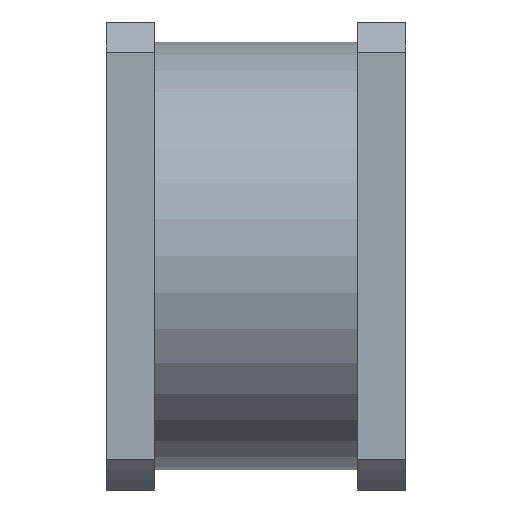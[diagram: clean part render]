
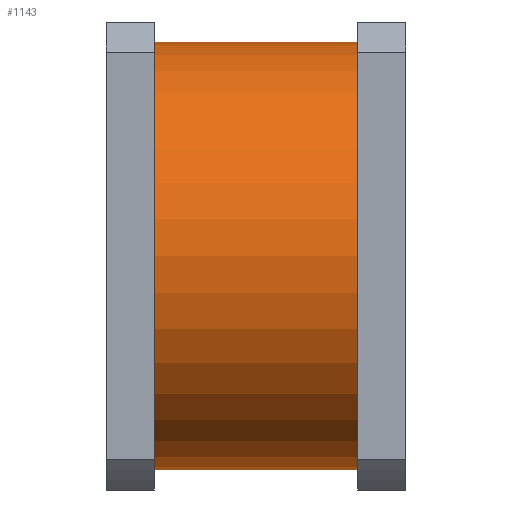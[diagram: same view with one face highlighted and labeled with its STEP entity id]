
A CAD part, left-side view. The second image highlights one B-rep face of the part: STEP entity #1143.
In plain terms, the highlighted cylindrical face has radius 80 mm (diameter 160 mm), a partial arc.
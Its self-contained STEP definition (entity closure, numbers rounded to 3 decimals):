
#7 = EDGE_LOOP ( 'NONE', ( #633, #659, #73, #104 ) ) ;
#55 = DIRECTION ( 'NONE',  ( 0., -1., 0. ) ) ;
#73 = ORIENTED_EDGE ( 'NONE', *, *, #1165, .F. ) ;
#104 = ORIENTED_EDGE ( 'NONE', *, *, #1308, .F. ) ;
#120 = VERTEX_POINT ( 'NONE', #242 ) ;
#157 = CARTESIAN_POINT ( 'NONE',  ( 0., -37.8, 0. ) ) ;
#161 = DIRECTION ( 'NONE',  ( 0., 0., -1. ) ) ;
#169 = CARTESIAN_POINT ( 'NONE',  ( 0., 37.8, 0. ) ) ;
#181 = CYLINDRICAL_SURFACE ( 'NONE', #1338, 80. ) ;
#183 = CARTESIAN_POINT ( 'NONE',  ( 0., -37.8, -80. ) ) ;
#242 = CARTESIAN_POINT ( 'NONE',  ( 0., 37.8, -80. ) ) ;
#259 = CARTESIAN_POINT ( 'NONE',  ( 0., -37.8, 80. ) ) ;
#445 = FACE_OUTER_BOUND ( 'NONE', #7, .T. ) ;
#458 = CARTESIAN_POINT ( 'NONE',  ( 0., 0., 0. ) ) ;
#522 = VERTEX_POINT ( 'NONE', #607 ) ;
#535 = AXIS2_PLACEMENT_3D ( 'NONE', #169, #1006, #161 ) ;
#549 = AXIS2_PLACEMENT_3D ( 'NONE', #157, #55, #1003 ) ;
#607 = CARTESIAN_POINT ( 'NONE',  ( 0., 37.8, 80. ) ) ;
#633 = ORIENTED_EDGE ( 'NONE', *, *, #1515, .F. ) ;
#656 = EDGE_CURVE ( 'NONE', #120, #964, #784, .T. ) ;
#659 = ORIENTED_EDGE ( 'NONE', *, *, #656, .T. ) ;
#681 = VERTEX_POINT ( 'NONE', #259 ) ;
#730 = DIRECTION ( 'NONE',  ( 0., 0., 1. ) ) ;
#784 = LINE ( 'NONE', #1086, #1453 ) ;
#794 = DIRECTION ( 'NONE',  ( 0., -1., 0. ) ) ;
#841 = DIRECTION ( 'NONE',  ( 0., -1., 0. ) ) ;
#955 = DIRECTION ( 'NONE',  ( 0., -1., 0. ) ) ;
#964 = VERTEX_POINT ( 'NONE', #183 ) ;
#1003 = DIRECTION ( 'NONE',  ( 0., 0., -1. ) ) ;
#1006 = DIRECTION ( 'NONE',  ( 0., 1., 0. ) ) ;
#1086 = CARTESIAN_POINT ( 'NONE',  ( 0., 0., -80. ) ) ;
#1134 = CIRCLE ( 'NONE', #549, 80. ) ;
#1143 = ADVANCED_FACE ( 'NONE', ( #445 ), #181, .T. ) ;
#1165 = EDGE_CURVE ( 'NONE', #681, #964, #1134, .T. ) ;
#1257 = LINE ( 'NONE', #1617, #1736 ) ;
#1298 = CIRCLE ( 'NONE', #535, 80. ) ;
#1308 = EDGE_CURVE ( 'NONE', #522, #681, #1257, .T. ) ;
#1338 = AXIS2_PLACEMENT_3D ( 'NONE', #458, #841, #730 ) ;
#1453 = VECTOR ( 'NONE', #794, 1000. ) ;
#1515 = EDGE_CURVE ( 'NONE', #120, #522, #1298, .T. ) ;
#1617 = CARTESIAN_POINT ( 'NONE',  ( 0., 0., 80. ) ) ;
#1736 = VECTOR ( 'NONE', #955, 1000. ) ;
